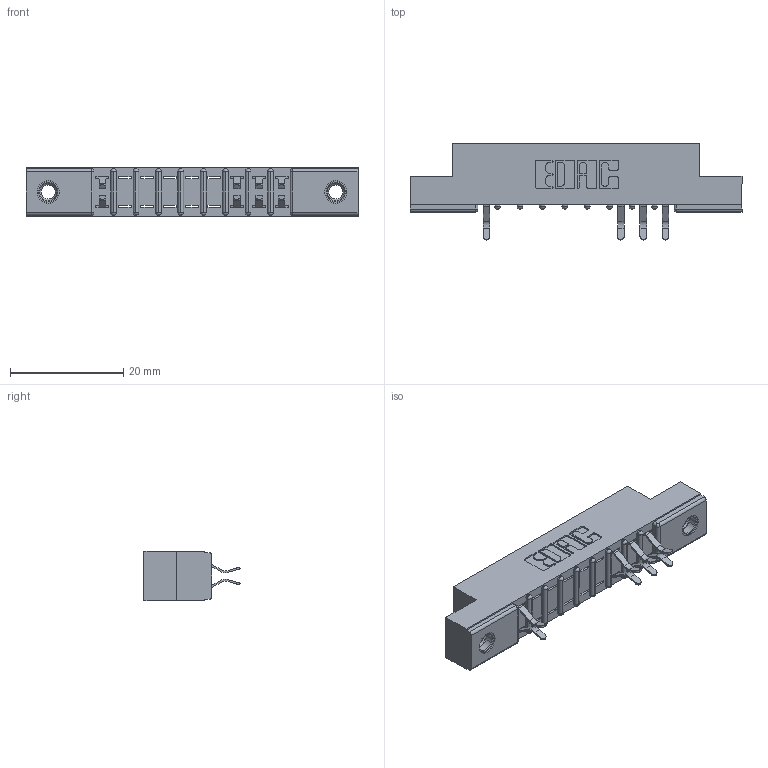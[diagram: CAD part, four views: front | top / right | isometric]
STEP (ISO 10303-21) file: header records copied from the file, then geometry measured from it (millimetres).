
FILE_DESCRIPTION (( 'STEP AP203' ), '1' );
FILE_NAME ('357-018-556-207.STEP', '2018-08-08T05:47:27', ( '' ), ( '' ), 'SwSTEP 2.0', 'SolidWorks 2016', '' );
FILE_SCHEMA (( 'CONFIG_CONTROL_DESIGN' ));
Length unit declared in the file: inch
Products named in the file (4): 307 Part_.156 Dia Mounting Holes; 307-290-001_556; 345-250-001_345-250-005-103; 357-018-556-207
Assembly tree (11 placements, depth 2):
  357-018-556-207
    307 Part_.156 Dia Mounting Holes
    307-290-001_556  x8
    345-250-001_345-250-005-103  x2
Bounding box: 58.67 x 16.97 x 8.71 mm (x, y, z)
Volume: 3694.9 mm3; surface area: 5113.7 mm2
Topology: 11 solids, 11 shells, 688 faces, 1915 edges, 1230 vertices
Faces by surface type: plane 426, cylinder 226, sphere 20, cone 12, torus 4
Entity records: 13041 total; most frequent: CARTESIAN_POINT 2170, ORIENTED_EDGE 2150, DIRECTION 2139, EDGE_CURVE 1075, VECTOR 809, LINE 809, VERTEX_POINT 696, AXIS2_PLACEMENT_3D 665
